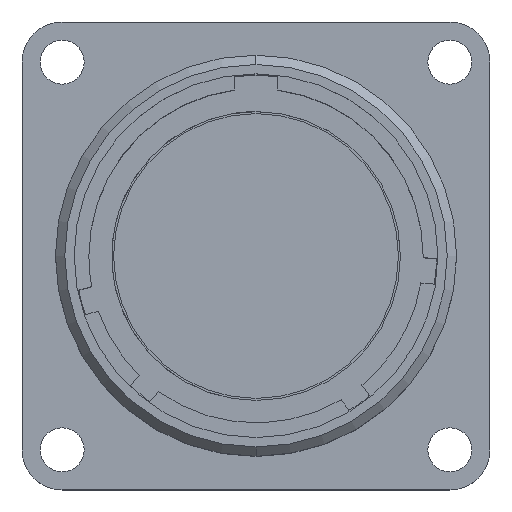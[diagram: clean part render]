
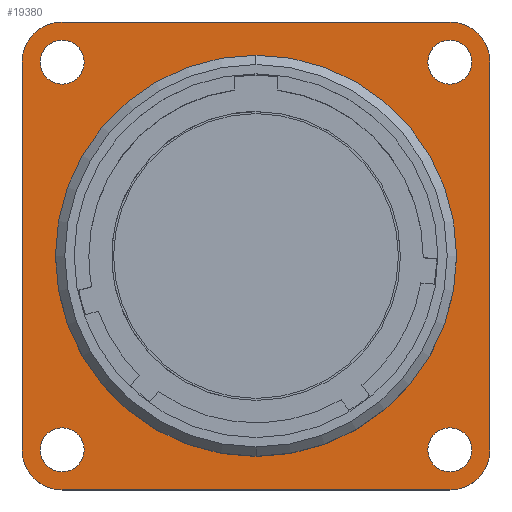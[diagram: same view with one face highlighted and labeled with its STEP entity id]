
A CAD part, top view. The second image highlights one B-rep face of the part: STEP entity #19380.
In plain terms, the highlighted planar face has unit normal (0, 0, 1).
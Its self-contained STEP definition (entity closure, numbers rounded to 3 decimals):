
#940=CARTESIAN_POINT('',(0.,-15.,2.));
#950=VERTEX_POINT('',#940);
#1110=CARTESIAN_POINT('',(0.,15.,2.));
#1120=VERTEX_POINT('',#1110);
#1150=CARTESIAN_POINT('',(0.,0.,2.));
#1160=DIRECTION('',(0.,0.,-1.));
#1170=DIRECTION('',(0.,-1.,0.));
#1180=AXIS2_PLACEMENT_3D('',#1150,#1160,#1170);
#1190=CIRCLE('',#1180,15.);
#1200=EDGE_CURVE('',#1120,#950,#1190,.T.);
#13340=CARTESIAN_POINT('',(17.5,14.5,2.));
#13350=VERTEX_POINT('',#13340);
#13380=CARTESIAN_POINT('',(14.5,14.5,2.));
#13390=DIRECTION('',(0.,0.,1.));
#13400=DIRECTION('',(1.,0.,0.));
#13410=AXIS2_PLACEMENT_3D('',#13380,#13390,#13400);
#13420=CIRCLE('',#13410,3.);
#13430=CARTESIAN_POINT('',(14.5,17.5,2.));
#13440=VERTEX_POINT('',#13430);
#13450=EDGE_CURVE('',#13350,#13440,#13420,.T.);
#13660=CARTESIAN_POINT('',(-12.85,14.5,2.));
#13670=VERTEX_POINT('',#13660);
#13700=CARTESIAN_POINT('',(-14.5,14.5,2.));
#13710=DIRECTION('',(0.,0.,1.));
#13720=DIRECTION('',(1.,0.,0.));
#13730=AXIS2_PLACEMENT_3D('',#13700,#13710,#13720);
#13740=CIRCLE('',#13730,1.65);
#13750=CARTESIAN_POINT('',(-16.15,14.5,2.));
#13760=VERTEX_POINT('',#13750);
#13770=EDGE_CURVE('',#13760,#13670,#13740,.T.);
#14710=CARTESIAN_POINT('',(-14.5,17.5,2.));
#14720=VERTEX_POINT('',#14710);
#14750=CARTESIAN_POINT('',(-14.5,14.5,2.));
#14760=DIRECTION('',(0.,0.,1.));
#14770=DIRECTION('',(1.,0.,0.));
#14780=AXIS2_PLACEMENT_3D('',#14750,#14760,#14770);
#14790=CIRCLE('',#14780,3.);
#14800=CARTESIAN_POINT('',(-17.5,14.5,2.));
#14810=VERTEX_POINT('',#14800);
#14820=EDGE_CURVE('',#14720,#14810,#14790,.T.);
#15330=CARTESIAN_POINT('',(16.15,-14.5,2.));
#15340=VERTEX_POINT('',#15330);
#15370=CARTESIAN_POINT('',(14.5,-14.5,2.));
#15380=DIRECTION('',(0.,0.,1.));
#15390=DIRECTION('',(1.,0.,0.));
#15400=AXIS2_PLACEMENT_3D('',#15370,#15380,#15390);
#15410=CIRCLE('',#15400,1.65);
#15420=CARTESIAN_POINT('',(12.85,-14.5,2.));
#15430=VERTEX_POINT('',#15420);
#15440=EDGE_CURVE('',#15430,#15340,#15410,.T.);
#15890=CARTESIAN_POINT('',(-12.85,-14.5,2.));
#15900=VERTEX_POINT('',#15890);
#15930=CARTESIAN_POINT('',(-14.5,-14.5,2.));
#15940=DIRECTION('',(0.,0.,1.));
#15950=DIRECTION('',(1.,0.,0.));
#15960=AXIS2_PLACEMENT_3D('',#15930,#15940,#15950);
#15970=CIRCLE('',#15960,1.65);
#15980=CARTESIAN_POINT('',(-16.15,-14.5,2.));
#15990=VERTEX_POINT('',#15980);
#16000=EDGE_CURVE('',#15990,#15900,#15970,.T.);
#17040=CARTESIAN_POINT('',(16.15,14.5,2.));
#17050=VERTEX_POINT('',#17040);
#17080=CARTESIAN_POINT('',(14.5,14.5,2.));
#17090=DIRECTION('',(0.,0.,1.));
#17100=DIRECTION('',(1.,0.,0.));
#17110=AXIS2_PLACEMENT_3D('',#17080,#17090,#17100);
#17120=CIRCLE('',#17110,1.65);
#17130=CARTESIAN_POINT('',(12.85,14.5,2.));
#17140=VERTEX_POINT('',#17130);
#17150=EDGE_CURVE('',#17140,#17050,#17120,.T.);
#18580=CARTESIAN_POINT('',(0.,0.,2.));
#18590=DIRECTION('',(0.,0.,1.));
#18600=DIRECTION('',(1.,0.,0.));
#18610=AXIS2_PLACEMENT_3D('',#18580,#18590,#18600);
#18620=PLANE('',#18610);
#18630=CARTESIAN_POINT('',(17.5,0.,2.));
#18640=DIRECTION('',(0.,1.,0.));
#18650=VECTOR('',#18640,1.);
#18660=LINE('',#18630,#18650);
#18670=CARTESIAN_POINT('',(17.5,-14.5,2.));
#18680=VERTEX_POINT('',#18670);
#18690=EDGE_CURVE('',#18680,#13350,#18660,.T.);
#18700=ORIENTED_EDGE('',*,*,#18690,.T.);
#18710=CARTESIAN_POINT('',(14.5,-14.5,2.));
#18720=DIRECTION('',(0.,0.,1.));
#18730=DIRECTION('',(1.,0.,0.));
#18740=AXIS2_PLACEMENT_3D('',#18710,#18720,#18730);
#18750=CIRCLE('',#18740,3.);
#18760=CARTESIAN_POINT('',(14.5,-17.5,2.));
#18770=VERTEX_POINT('',#18760);
#18780=EDGE_CURVE('',#18770,#18680,#18750,.T.);
#18790=ORIENTED_EDGE('',*,*,#18780,.T.);
#18800=CARTESIAN_POINT('',(0.,-17.5,2.));
#18810=DIRECTION('',(1.,0.,0.));
#18820=VECTOR('',#18810,1.);
#18830=LINE('',#18800,#18820);
#18840=CARTESIAN_POINT('',(-14.5,-17.5,2.));
#18850=VERTEX_POINT('',#18840);
#18860=EDGE_CURVE('',#18850,#18770,#18830,.T.);
#18870=ORIENTED_EDGE('',*,*,#18860,.T.);
#18880=CARTESIAN_POINT('',(-14.5,-14.5,2.));
#18890=DIRECTION('',(0.,0.,1.));
#18900=DIRECTION('',(1.,0.,0.));
#18910=AXIS2_PLACEMENT_3D('',#18880,#18890,#18900);
#18920=CIRCLE('',#18910,3.);
#18930=CARTESIAN_POINT('',(-17.5,-14.5,2.));
#18940=VERTEX_POINT('',#18930);
#18950=EDGE_CURVE('',#18940,#18850,#18920,.T.);
#18960=ORIENTED_EDGE('',*,*,#18950,.T.);
#18970=CARTESIAN_POINT('',(-17.5,0.,2.));
#18980=DIRECTION('',(0.,1.,0.));
#18990=VECTOR('',#18980,1.);
#19000=LINE('',#18970,#18990);
#19010=EDGE_CURVE('',#18940,#14810,#19000,.T.);
#19020=ORIENTED_EDGE('',*,*,#19010,.F.);
#19030=ORIENTED_EDGE('',*,*,#14820,.T.);
#19040=CARTESIAN_POINT('',(0.,17.5,2.));
#19050=DIRECTION('',(1.,0.,0.));
#19060=VECTOR('',#19050,1.);
#19070=LINE('',#19040,#19060);
#19080=EDGE_CURVE('',#14720,#13440,#19070,.T.);
#19090=ORIENTED_EDGE('',*,*,#19080,.F.);
#19100=ORIENTED_EDGE('',*,*,#13450,.T.);
#19110=EDGE_LOOP('',(#19100,#19090,#19030,#19020,#18960,#18870,#18790,
#18700));
#19120=FACE_OUTER_BOUND('',#19110,.T.);
#19130=EDGE_CURVE('',#13670,#13760,#13740,.T.);
#19140=ORIENTED_EDGE('',*,*,#19130,.F.);
#19150=ORIENTED_EDGE('',*,*,#13770,.F.);
#19160=EDGE_LOOP('',(#19150,#19140));
#19170=FACE_BOUND('',#19160,.T.);
#19180=EDGE_CURVE('',#15340,#15430,#15410,.T.);
#19190=ORIENTED_EDGE('',*,*,#19180,.F.);
#19200=ORIENTED_EDGE('',*,*,#15440,.F.);
#19210=EDGE_LOOP('',(#19200,#19190));
#19220=FACE_BOUND('',#19210,.T.);
#19230=EDGE_CURVE('',#950,#1120,#1190,.T.);
#19240=ORIENTED_EDGE('',*,*,#19230,.T.);
#19250=ORIENTED_EDGE('',*,*,#1200,.T.);
#19260=EDGE_LOOP('',(#19250,#19240));
#19270=FACE_BOUND('',#19260,.T.);
#19280=EDGE_CURVE('',#15900,#15990,#15970,.T.);
#19290=ORIENTED_EDGE('',*,*,#19280,.F.);
#19300=ORIENTED_EDGE('',*,*,#16000,.F.);
#19310=EDGE_LOOP('',(#19300,#19290));
#19320=FACE_BOUND('',#19310,.T.);
#19330=EDGE_CURVE('',#17050,#17140,#17120,.T.);
#19340=ORIENTED_EDGE('',*,*,#19330,.F.);
#19350=ORIENTED_EDGE('',*,*,#17150,.F.);
#19360=EDGE_LOOP('',(#19350,#19340));
#19370=FACE_BOUND('',#19360,.T.);
#19380=ADVANCED_FACE('',(#19120,#19170,#19220,#19270,#19320,#19370),
#18620,.T.);
